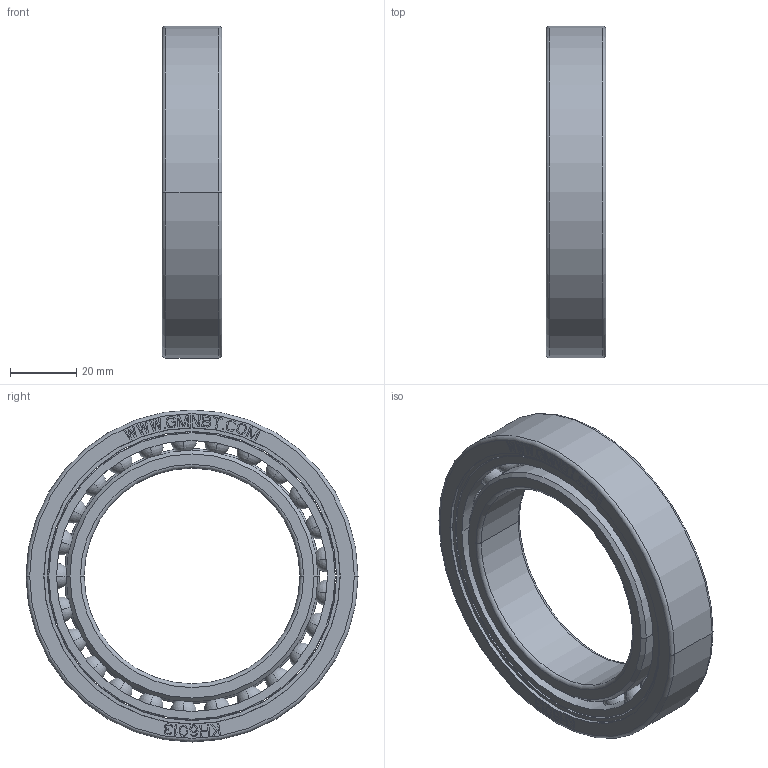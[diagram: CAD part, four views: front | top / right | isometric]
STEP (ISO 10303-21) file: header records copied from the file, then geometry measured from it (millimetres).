
FILE_DESCRIPTION((''),'2;1');
FILE_NAME('KH6013_PRT','2014-11-17T',('sales 4'),(''),'PRO/ENGINEER BY PARAMETRIC TECHNOLOGY CORPORATION, 2013150','PRO/ENGINEER BY PARAMETRIC TECHNOLOGY CORPORATION, 2013150','');
FILE_SCHEMA(('AUTOMOTIVE_DESIGN { 1 0 10303 214 1 1 1 1 }'));
Length unit declared in the file: millimetre
Products named in the file (1): KH6013_PRT
Bounding box: 18.01 x 100 x 100 mm (x, y, z)
Volume: 63171.5 mm3; surface area: 37317 mm2
Topology: 28 solids, 28 shells, 622 faces, 1748 edges, 1106 vertices
Faces by surface type: plane 482, cylinder 68, sphere 50, torus 12, cone 10
Entity records: 31776 total; most frequent: CARTESIAN_POINT 10808, ORIENTED_EDGE 3296, DIRECTION 2910, PRESENTATION_STYLE_ASSIGNMENT 1701, STYLED_ITEM 1676, CURVE_STYLE 1648, EDGE_CURVE 1648, VECTOR 1430
